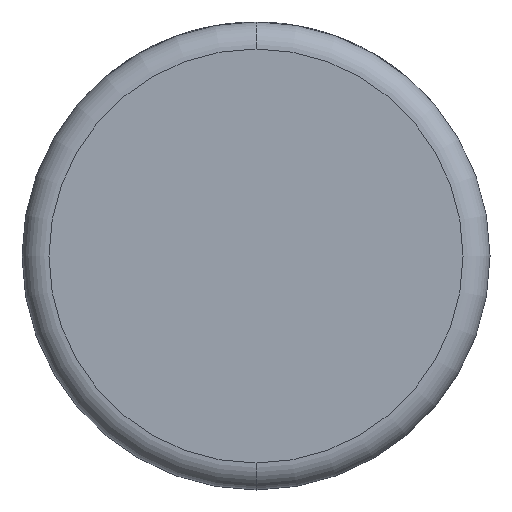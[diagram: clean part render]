
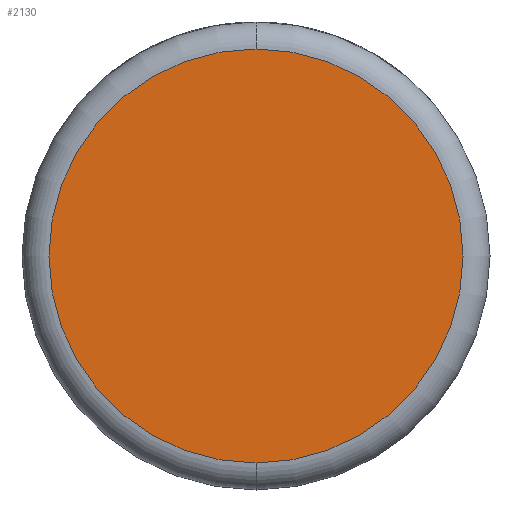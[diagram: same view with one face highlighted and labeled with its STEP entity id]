
A CAD part, front view. The second image highlights one B-rep face of the part: STEP entity #2130.
In plain terms, the highlighted planar face has unit normal (0, -1, 0).
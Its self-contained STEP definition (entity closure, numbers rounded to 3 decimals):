
#93 = AXIS2_PLACEMENT_3D ( 'NONE', #128, #2377, #519 ) ;
#128 = CARTESIAN_POINT ( 'NONE',  ( 0., 0., 0. ) ) ;
#357 = DIRECTION ( 'NONE',  ( 0., 0., 1. ) ) ;
#499 = FACE_OUTER_BOUND ( 'NONE', #1593, .T. ) ;
#519 = DIRECTION ( 'NONE',  ( 0., 0., 1. ) ) ;
#995 = ORIENTED_EDGE ( 'NONE', *, *, #3021, .T. ) ;
#1142 = CARTESIAN_POINT ( 'NONE',  ( 0., 0., -10.175 ) ) ;
#1336 = VERTEX_POINT ( 'NONE', #1142 ) ;
#1505 = AXIS2_PLACEMENT_3D ( 'NONE', #4813, #4445, #2564 ) ;
#1593 = EDGE_LOOP ( 'NONE', ( #1886, #995 ) ) ;
#1600 = CIRCLE ( 'NONE', #93, 10.175 ) ;
#1886 = ORIENTED_EDGE ( 'NONE', *, *, #4001, .T. ) ;
#1891 = PLANE ( 'NONE',  #2972 ) ;
#2130 = ADVANCED_FACE ( 'NONE', ( #499 ), #1891, .F. ) ;
#2280 = DIRECTION ( 'NONE',  ( 0., 1., 0. ) ) ;
#2377 = DIRECTION ( 'NONE',  ( 0., -1., 0. ) ) ;
#2564 = DIRECTION ( 'NONE',  ( 0., 0., 1. ) ) ;
#2714 = CARTESIAN_POINT ( 'NONE',  ( 0., 0., 10.175 ) ) ;
#2972 = AXIS2_PLACEMENT_3D ( 'NONE', #3763, #2280, #357 ) ;
#3021 = EDGE_CURVE ( 'NONE', #1336, #4407, #1600, .T. ) ;
#3763 = CARTESIAN_POINT ( 'NONE',  ( 0., 0., 0. ) ) ;
#3997 = CIRCLE ( 'NONE', #1505, 10.175 ) ;
#4001 = EDGE_CURVE ( 'NONE', #4407, #1336, #3997, .T. ) ;
#4407 = VERTEX_POINT ( 'NONE', #2714 ) ;
#4445 = DIRECTION ( 'NONE',  ( 0., -1., 0. ) ) ;
#4813 = CARTESIAN_POINT ( 'NONE',  ( 0., 0., 0. ) ) ;
